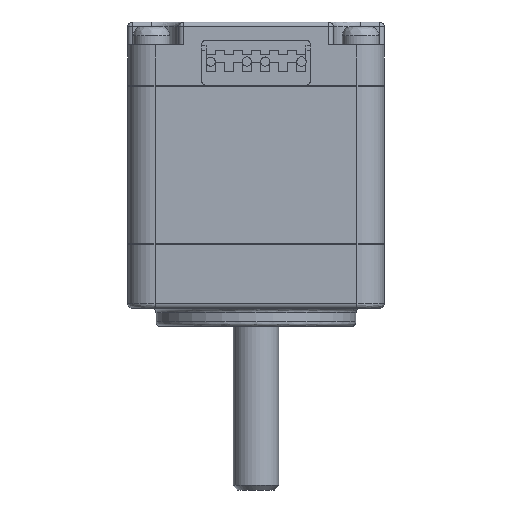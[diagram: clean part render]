
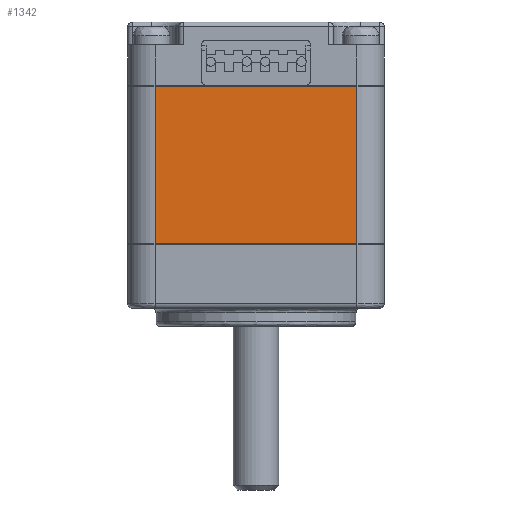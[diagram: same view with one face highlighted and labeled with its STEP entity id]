
A CAD part, front view. The second image highlights one B-rep face of the part: STEP entity #1342.
In plain terms, the highlighted planar face has unit normal (0, -1, 0).
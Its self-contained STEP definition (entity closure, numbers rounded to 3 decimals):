
#970 = ORIENTED_EDGE ( 'NONE', *, *, #10480, .F. ) ;
#1342 = ADVANCED_FACE ( 'NONE', ( #3404 ), #3213, .F. ) ;
#1678 = CARTESIAN_POINT ( 'NONE',  ( 14.1, -14.1, 7.1 ) ) ;
#1917 = LINE ( 'NONE', #6252, #7578 ) ;
#2537 = CARTESIAN_POINT ( 'NONE',  ( -11.1, -14.1, 7.1 ) ) ;
#2752 = DIRECTION ( 'NONE',  ( -1., 0., 0. ) ) ;
#2802 = DIRECTION ( 'NONE',  ( 0., 1., 0. ) ) ;
#2850 = CARTESIAN_POINT ( 'NONE',  ( 14.1, -14.1, 31.5 ) ) ;
#2916 = ORIENTED_EDGE ( 'NONE', *, *, #4330, .F. ) ;
#2964 = EDGE_LOOP ( 'NONE', ( #970, #2916, #6665, #8424 ) ) ;
#3213 = PLANE ( 'NONE',  #12400 ) ;
#3387 = VERTEX_POINT ( 'NONE', #2537 ) ;
#3404 = FACE_OUTER_BOUND ( 'NONE', #2964, .T. ) ;
#3869 = LINE ( 'NONE', #11791, #6523 ) ;
#4330 = EDGE_CURVE ( 'NONE', #8523, #3387, #13184, .T. ) ;
#4846 = DIRECTION ( 'NONE',  ( 0., 0., -1. ) ) ;
#6102 = CARTESIAN_POINT ( 'NONE',  ( 11.1, -14.1, 7.1 ) ) ;
#6252 = CARTESIAN_POINT ( 'NONE',  ( -11.1, -14.1, 24.4 ) ) ;
#6523 = VECTOR ( 'NONE', #4846, 1000. ) ;
#6542 = EDGE_CURVE ( 'NONE', #12484, #8523, #3869, .T. ) ;
#6568 = CARTESIAN_POINT ( 'NONE',  ( -11.1, -14.1, 24.4 ) ) ;
#6665 = ORIENTED_EDGE ( 'NONE', *, *, #6542, .F. ) ;
#6673 = EDGE_CURVE ( 'NONE', #12670, #12484, #1917, .T. ) ;
#7104 = CARTESIAN_POINT ( 'NONE',  ( 11.1, -14.1, 24.4 ) ) ;
#7250 = DIRECTION ( 'NONE',  ( -1., 0., 0. ) ) ;
#7391 = DIRECTION ( 'NONE',  ( 1., 0., 0. ) ) ;
#7578 = VECTOR ( 'NONE', #7391, 1000. ) ;
#8166 = VECTOR ( 'NONE', #14458, 1000. ) ;
#8424 = ORIENTED_EDGE ( 'NONE', *, *, #6673, .F. ) ;
#8523 = VERTEX_POINT ( 'NONE', #6102 ) ;
#10480 = EDGE_CURVE ( 'NONE', #3387, #12670, #14356, .T. ) ;
#11791 = CARTESIAN_POINT ( 'NONE',  ( 11.1, -14.1, 31.5 ) ) ;
#12400 = AXIS2_PLACEMENT_3D ( 'NONE', #2850, #2802, #2752 ) ;
#12484 = VERTEX_POINT ( 'NONE', #7104 ) ;
#12670 = VERTEX_POINT ( 'NONE', #6568 ) ;
#12842 = VECTOR ( 'NONE', #7250, 1000. ) ;
#13184 = LINE ( 'NONE', #1678, #12842 ) ;
#13329 = CARTESIAN_POINT ( 'NONE',  ( -11.1, -14.1, 31.5 ) ) ;
#14356 = LINE ( 'NONE', #13329, #8166 ) ;
#14458 = DIRECTION ( 'NONE',  ( 0., 0., 1. ) ) ;
